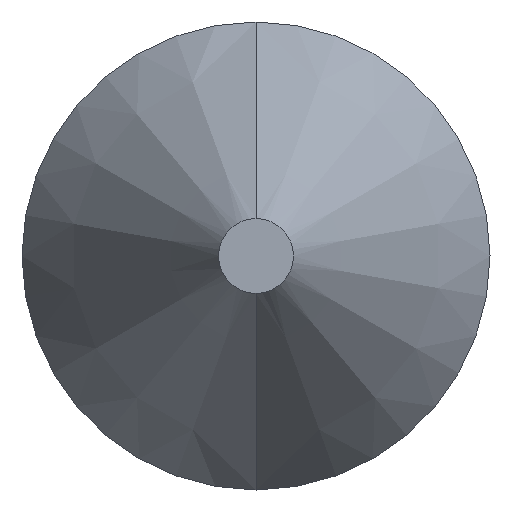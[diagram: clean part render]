
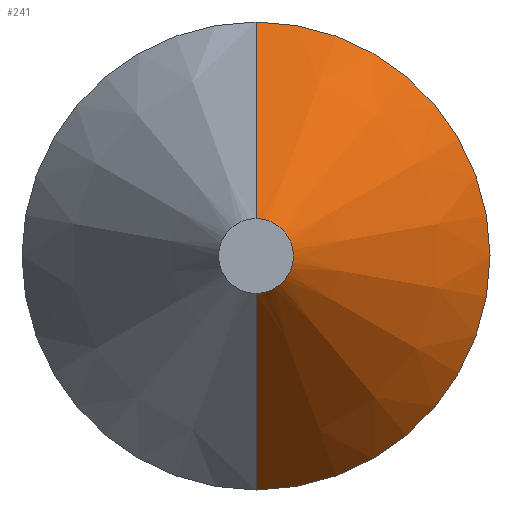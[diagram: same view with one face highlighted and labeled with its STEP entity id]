
A CAD part, front view. The second image highlights one B-rep face of the part: STEP entity #241.
In plain terms, the highlighted conical face has half-angle 30 degrees and reference radius 1.016 mm.
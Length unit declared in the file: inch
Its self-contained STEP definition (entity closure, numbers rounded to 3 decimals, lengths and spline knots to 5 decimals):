
#38 = CARTESIAN_POINT ( 'NONE',  ( 0., 0., 0. ) ) ;
#40 = CARTESIAN_POINT ( 'NONE',  ( 0., 0., 0.04 ) ) ;
#45 = CARTESIAN_POINT ( 'NONE',  ( 0., 0., -0.04 ) ) ;
#46 = ORIENTED_EDGE ( 'NONE', *, *, #287, .F. ) ;
#47 = VERTEX_POINT ( 'NONE', #235 ) ;
#51 = CARTESIAN_POINT ( 'NONE',  ( 0., 0.36373, 0.25 ) ) ;
#60 = AXIS2_PLACEMENT_3D ( 'NONE', #38, #297, #305 ) ;
#61 = CARTESIAN_POINT ( 'NONE',  ( 0., 0., 0. ) ) ;
#82 = ORIENTED_EDGE ( 'NONE', *, *, #192, .T. ) ;
#83 = CIRCLE ( 'NONE', #199, 0.25 ) ;
#88 = LINE ( 'NONE', #45, #256 ) ;
#103 = VERTEX_POINT ( 'NONE', #51 ) ;
#104 = DIRECTION ( 'NONE',  ( 0., 0.866, 0.5 ) ) ;
#111 = ORIENTED_EDGE ( 'NONE', *, *, #144, .T. ) ;
#112 = CIRCLE ( 'NONE', #60, 0.04 ) ;
#126 = LINE ( 'NONE', #40, #186 ) ;
#127 = CARTESIAN_POINT ( 'NONE',  ( 0., 0., 0.04 ) ) ;
#130 = DIRECTION ( 'NONE',  ( 0., 0., 1. ) ) ;
#133 = DIRECTION ( 'NONE',  ( 0., 0.866, -0.5 ) ) ;
#141 = CARTESIAN_POINT ( 'NONE',  ( 0., 0.36373, 0. ) ) ;
#144 = EDGE_CURVE ( 'NONE', #304, #103, #83, .T. ) ;
#146 = CARTESIAN_POINT ( 'NONE',  ( 0., 0.36373, -0.25 ) ) ;
#186 = VECTOR ( 'NONE', #104, 39.37008 ) ;
#192 = EDGE_CURVE ( 'NONE', #47, #304, #88, .T. ) ;
#197 = DIRECTION ( 'NONE',  ( 0., 1., 0. ) ) ;
#199 = AXIS2_PLACEMENT_3D ( 'NONE', #141, #291, #243 ) ;
#207 = ORIENTED_EDGE ( 'NONE', *, *, #209, .F. ) ;
#209 = EDGE_CURVE ( 'NONE', #247, #103, #126, .T. ) ;
#231 = EDGE_LOOP ( 'NONE', ( #46, #82, #111, #207 ) ) ;
#235 = CARTESIAN_POINT ( 'NONE',  ( 0., 0., -0.04 ) ) ;
#241 = ADVANCED_FACE ( 'NONE', ( #249 ), #244, .T. ) ;
#243 = DIRECTION ( 'NONE',  ( 0., 0., -1. ) ) ;
#244 = CONICAL_SURFACE ( 'NONE', #269, 0.04, 0.524 ) ;
#247 = VERTEX_POINT ( 'NONE', #127 ) ;
#249 = FACE_OUTER_BOUND ( 'NONE', #231, .T. ) ;
#256 = VECTOR ( 'NONE', #133, 39.37008 ) ;
#269 = AXIS2_PLACEMENT_3D ( 'NONE', #61, #197, #130 ) ;
#287 = EDGE_CURVE ( 'NONE', #47, #247, #112, .T. ) ;
#291 = DIRECTION ( 'NONE',  ( 0., -1., 0. ) ) ;
#297 = DIRECTION ( 'NONE',  ( 0., -1., 0. ) ) ;
#304 = VERTEX_POINT ( 'NONE', #146 ) ;
#305 = DIRECTION ( 'NONE',  ( 0., 0., -1. ) ) ;
